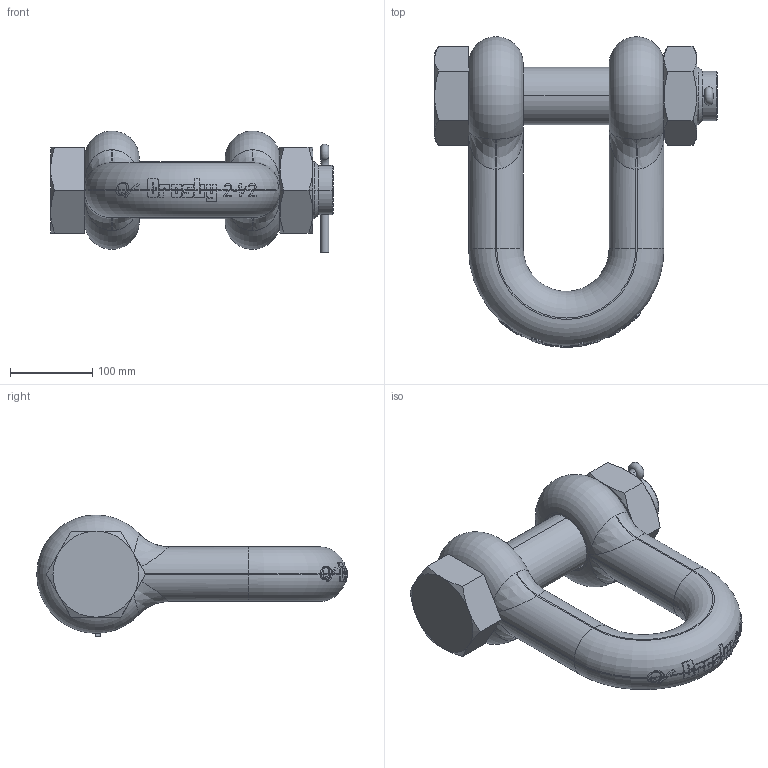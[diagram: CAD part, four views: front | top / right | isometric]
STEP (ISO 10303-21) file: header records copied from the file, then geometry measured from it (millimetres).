
FILE_DESCRIPTION((''),'2;1');
FILE_NAME('CROSBY_2150_250','2003-11-18T',('adoughty'),('The Crosby Group, Inc.'),'PRO/ENGINEER BY PARAMETRIC TECHNOLOGY CORPORATION, 2001150','PRO/ENGINEER BY PARAMETRIC TECHNOLOGY CORPORATION, 2001150','');
FILE_SCHEMA(('CONFIG_CONTROL_DESIGN'));
Length unit declared in the file: inch
Products named in the file (1): CROSBY_2150_250
Bounding box: 344.55 x 378.46 x 148.71 mm (x, y, z)
Volume: 4820047.8 mm3; surface area: 354452.9 mm2
Topology: 2 solids, 2 shells, 335 faces, 935 edges, 606 vertices
Faces by surface type: plane 152, cylinder 110, torus 47, cone 14, bspline 12
Entity records: 12933 total; most frequent: CARTESIAN_POINT 5019, ORIENTED_EDGE 1870, DIRECTION 1353, EDGE_CURVE 935, VERTEX_POINT 606, AXIS2_PLACEMENT_3D 528, B_SPLINE_CURVE_WITH_KNOTS 433, EDGE_LOOP 341
